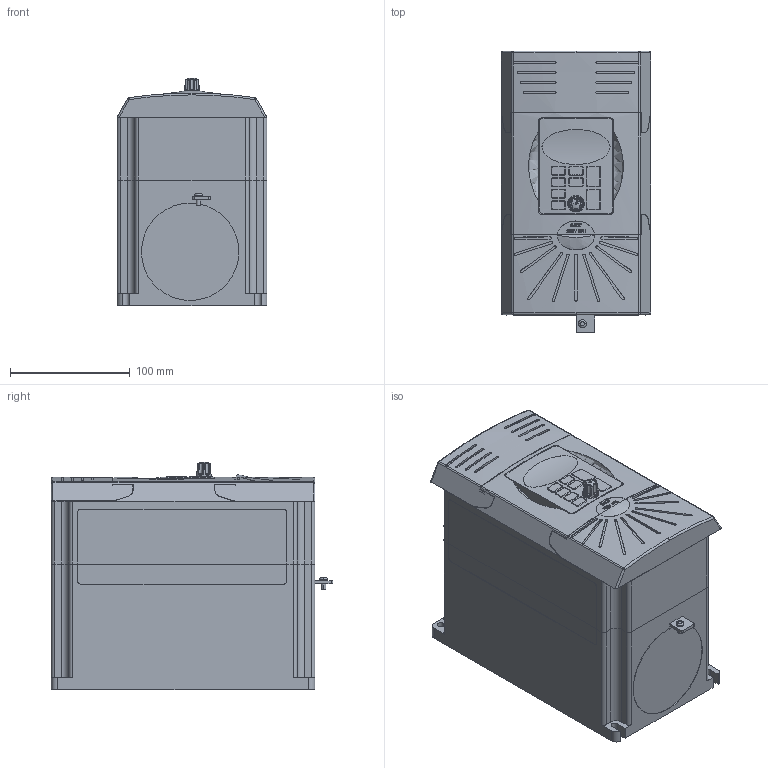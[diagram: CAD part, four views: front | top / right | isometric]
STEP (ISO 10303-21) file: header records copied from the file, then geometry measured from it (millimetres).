
FILE_DESCRIPTION (( 'STEP AP214' ), '1' );
FILE_NAME ('GS2-25P0.step', '2014-07-21T20:29:53', ( '' ), ( '' ), 'SwSTEP 2.0', 'SolidWorks 2013', '' );
FILE_SCHEMA (( 'AUTOMOTIVE_DESIGN' ));
Length unit declared in the file: inch
Products named in the file (1): GS2-25P0
Bounding box: 124.97 x 234.95 x 190.11 mm (x, y, z)
Volume: 4636420.3 mm3; surface area: 226303.7 mm2
Topology: 1 solids, 1 shells, 794 faces, 2046 edges, 1304 vertices
Faces by surface type: plane 347, cylinder 218, bspline 154, torus 47, sphere 22, cone 6
Entity records: 38208 total; most frequent: CARTESIAN_POINT 14751, ORIENTED_EDGE 4084, DIRECTION 3370, EDGE_CURVE 2042, VERTEX_POINT 1304, AXIS2_PLACEMENT_3D 1142, VECTOR 1086, LINE 1086
